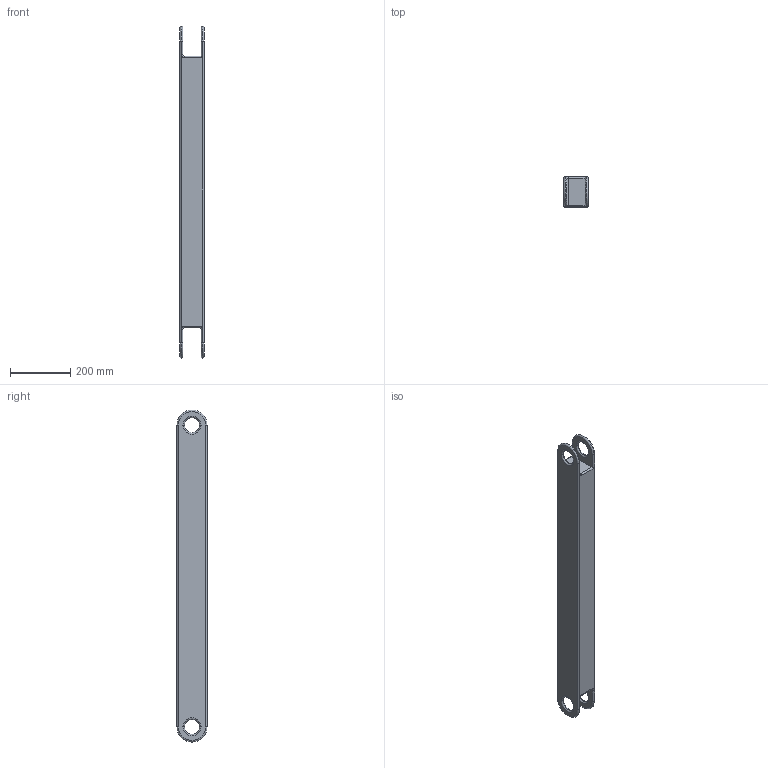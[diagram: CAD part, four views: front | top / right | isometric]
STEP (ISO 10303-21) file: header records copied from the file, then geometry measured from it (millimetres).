
FILE_DESCRIPTION (( 'STEP AP214' ), '1' );
FILE_NAME ('link1.STEP', '2019-10-09T06:17:16', ( '' ), ( '' ), 'SwSTEP 2.0', 'SolidWorks 2017', '' );
FILE_SCHEMA (( 'AUTOMOTIVE_DESIGN' ));
Length unit declared in the file: millimetre
Products named in the file (1): link1
Bounding box: 80 x 100 x 1100 mm (x, y, z)
Volume: 7441609.7 mm3; surface area: 392407.5 mm2
Topology: 1 solids, 1 shells, 59 faces, 133 edges, 76 vertices
Faces by surface type: torus 30, cylinder 19, plane 10
Entity records: 1705 total; most frequent: DIRECTION 343, CARTESIAN_POINT 275, ORIENTED_EDGE 266, AXIS2_PLACEMENT_3D 152, EDGE_CURVE 133, CIRCLE 92, VERTEX_POINT 76, EDGE_LOOP 67
